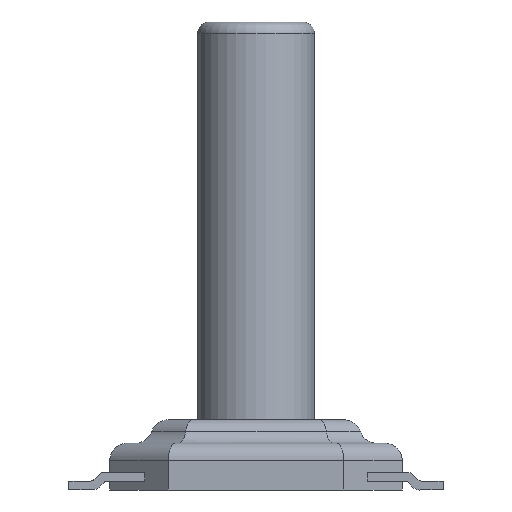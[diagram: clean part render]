
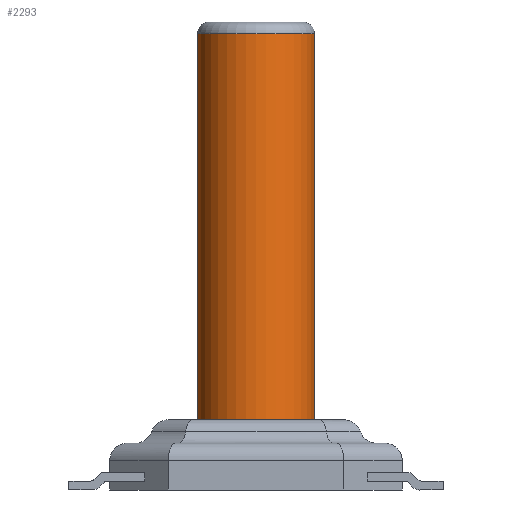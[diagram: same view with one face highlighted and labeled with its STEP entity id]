
A CAD part, front view. The second image highlights one B-rep face of the part: STEP entity #2293.
In plain terms, the highlighted cylindrical face has radius 1 mm (diameter 2 mm), a partial arc.
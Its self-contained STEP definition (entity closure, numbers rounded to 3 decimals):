
#203 = FACE_OUTER_BOUND ( 'NONE', #1606, .T. ) ;
#293 = AXIS2_PLACEMENT_3D ( 'NONE', #1234, #1683, #392 ) ;
#295 = CARTESIAN_POINT ( 'NONE',  ( 0., 0., 1.2 ) ) ;
#307 = ORIENTED_EDGE ( 'NONE', *, *, #2879, .T. ) ;
#312 = VERTEX_POINT ( 'NONE', #750 ) ;
#392 = DIRECTION ( 'NONE',  ( -1., 0., 0. ) ) ;
#466 = EDGE_CURVE ( 'NONE', #312, #819, #664, .T. ) ;
#512 = DIRECTION ( 'NONE',  ( 0., 0., 1. ) ) ;
#529 = DIRECTION ( 'NONE',  ( 1., 0., 0. ) ) ;
#659 = DIRECTION ( 'NONE',  ( 0., 0., -1. ) ) ;
#664 = CIRCLE ( 'NONE', #2343, 1. ) ;
#690 = CIRCLE ( 'NONE', #1918, 1. ) ;
#698 = EDGE_CURVE ( 'NONE', #312, #887, #1585, .T. ) ;
#750 = CARTESIAN_POINT ( 'NONE',  ( 1., 0., 7.8 ) ) ;
#800 = CARTESIAN_POINT ( 'NONE',  ( 1., 0., 1.2 ) ) ;
#819 = VERTEX_POINT ( 'NONE', #2602 ) ;
#839 = VECTOR ( 'NONE', #1008, 1000. ) ;
#887 = VERTEX_POINT ( 'NONE', #800 ) ;
#1000 = ORIENTED_EDGE ( 'NONE', *, *, #698, .F. ) ;
#1008 = DIRECTION ( 'NONE',  ( 0., 0., -1. ) ) ;
#1153 = DIRECTION ( 'NONE',  ( 0., 0., -1. ) ) ;
#1234 = CARTESIAN_POINT ( 'NONE',  ( 0., 0., 18.828 ) ) ;
#1353 = VERTEX_POINT ( 'NONE', #1431 ) ;
#1385 = ORIENTED_EDGE ( 'NONE', *, *, #466, .T. ) ;
#1431 = CARTESIAN_POINT ( 'NONE',  ( -1., 0., 1.2 ) ) ;
#1465 = CYLINDRICAL_SURFACE ( 'NONE', #293, 1. ) ;
#1491 = LINE ( 'NONE', #2432, #2451 ) ;
#1585 = LINE ( 'NONE', #1916, #839 ) ;
#1606 = EDGE_LOOP ( 'NONE', ( #1000, #1385, #307, #2212 ) ) ;
#1683 = DIRECTION ( 'NONE',  ( 0., 0., -1. ) ) ;
#1916 = CARTESIAN_POINT ( 'NONE',  ( 1., 0., 18.828 ) ) ;
#1918 = AXIS2_PLACEMENT_3D ( 'NONE', #295, #512, #529 ) ;
#1983 = DIRECTION ( 'NONE',  ( 1., 0., 0. ) ) ;
#2060 = EDGE_CURVE ( 'NONE', #1353, #887, #690, .T. ) ;
#2212 = ORIENTED_EDGE ( 'NONE', *, *, #2060, .T. ) ;
#2293 = ADVANCED_FACE ( 'NONE', ( #203 ), #1465, .T. ) ;
#2343 = AXIS2_PLACEMENT_3D ( 'NONE', #2875, #659, #1983 ) ;
#2432 = CARTESIAN_POINT ( 'NONE',  ( -1., 0., 18.828 ) ) ;
#2451 = VECTOR ( 'NONE', #1153, 1000. ) ;
#2602 = CARTESIAN_POINT ( 'NONE',  ( -1., 0., 7.8 ) ) ;
#2875 = CARTESIAN_POINT ( 'NONE',  ( 0., 0., 7.8 ) ) ;
#2879 = EDGE_CURVE ( 'NONE', #819, #1353, #1491, .T. ) ;
